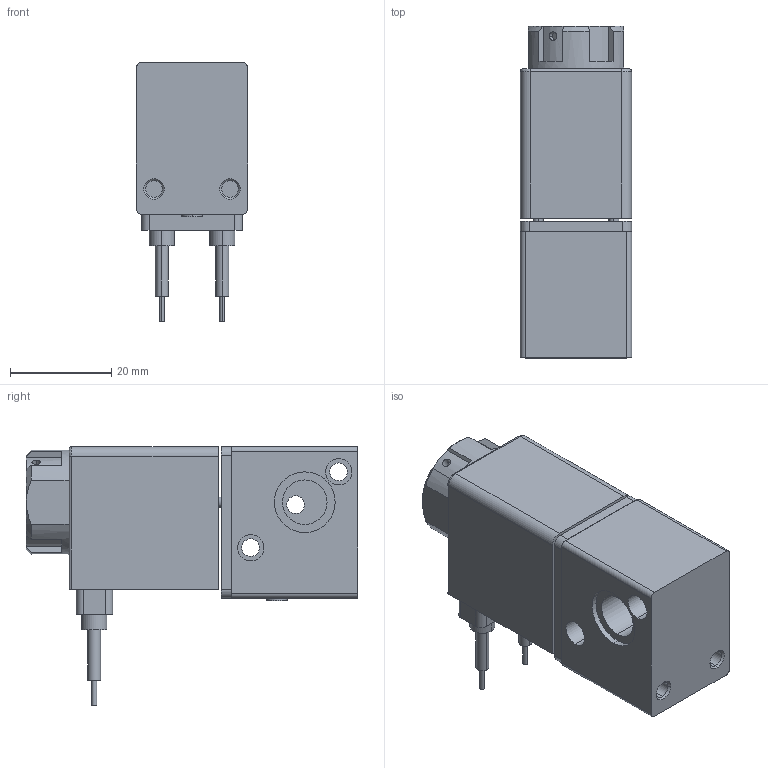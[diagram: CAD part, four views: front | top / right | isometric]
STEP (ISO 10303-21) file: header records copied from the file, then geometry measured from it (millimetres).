
FILE_DESCRIPTION (( 'STEP AP203' ), '1' );
FILE_NAME ('2V1-06-G.STEP', '2016-07-08T18:18:02', ( '' ), ( '' ), 'SwSTEP 2.0', 'SolidWorks 2016', '' );
FILE_SCHEMA (( 'CONFIG_CONTROL_DESIGN' ));
Length unit declared in the file: inch
Products named in the file (9): 4V210-¯+ª(¦÷-¯-+)_1; 4V210-¯+ª(¦÷-¯-+)_3; 4V210-_---ｦ-+; 3V1-06-+ｦｻ+--G-+-+; 2V1-06-G; 3V1-06+ｺｦs-G-+-+; 3V1-06-戌s; 4V210-¯+ª(¦÷-¯-+); 4V210-¯+ª(¦÷-¯-+)_2
Assembly tree (8 placements, depth 3):
  2V1-06-G
    3V1-06+ｺｦs-G-+-+
    3V1-06-戌s
    4V210-¯+ª(¦÷-¯-+)_3
      4V210-¯+ª(¦÷-¯-+)
      4V210-¯+ª(¦÷-¯-+)_2
      4V210-¯+ª(¦÷-¯-+)_1
    4V210-_---ｦ-+
    3V1-06-+ｦｻ+--G-+-+
Bounding box: 22 x 65.6 x 51.2 mm (x, y, z)
Volume: 33316.8 mm3; surface area: 14899.4 mm2
Topology: 7 solids, 7 shells, 209 faces, 496 edges, 321 vertices
Faces by surface type: cylinder 109, plane 73, cone 25, bspline 2
Entity records: 7341 total; most frequent: CARTESIAN_POINT 1341, DIRECTION 1140, ORIENTED_EDGE 980, EDGE_CURVE 490, AXIS2_PLACEMENT_3D 458, VERTEX_POINT 321, EDGE_LOOP 259, CIRCLE 239
